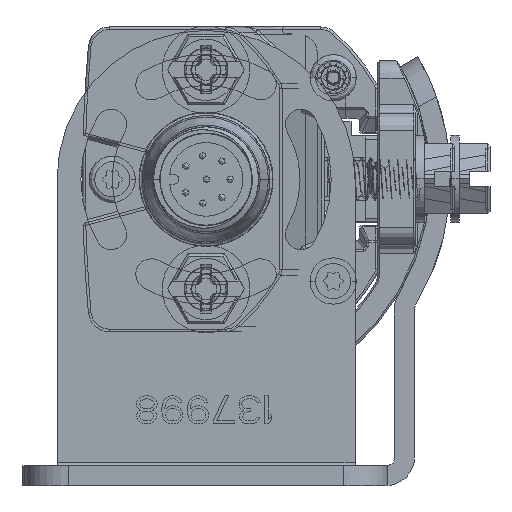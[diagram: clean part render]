
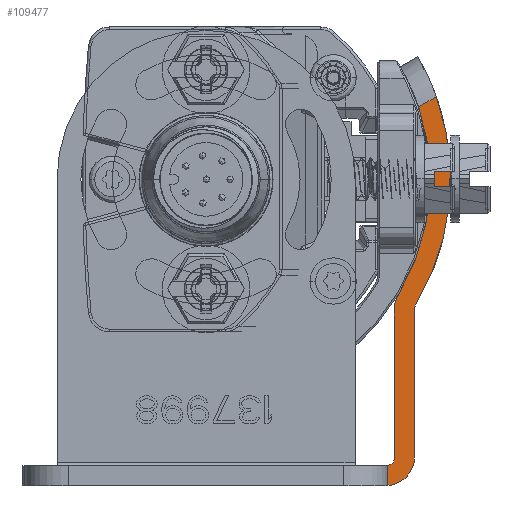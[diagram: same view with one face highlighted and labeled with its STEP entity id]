
A CAD part, front view. The second image highlights one B-rep face of the part: STEP entity #109477.
In plain terms, the highlighted face is planar.
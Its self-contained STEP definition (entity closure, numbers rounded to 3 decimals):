
#104716=CARTESIAN_POINT('',(26.271,9.394,15.));
#104744=CARTESIAN_POINT('',(24.243,8.223,15.));
#104786=DIRECTION('',(-0.866,-0.5,0.));
#104787=VECTOR('',#104786,2.341);
#104788=CARTESIAN_POINT('',(26.271,9.394,15.));
#104789=LINE('',#104788,#104787);
#104790=CARTESIAN_POINT('',(0.,0.,15.));
#104791=DIRECTION('',(0.,0.,1.));
#104792=DIRECTION('',(0.857,-0.515,0.));
#104793=AXIS2_PLACEMENT_3D('',#104790,#104791,#104792);
#104795=DIRECTION('',(0.,1.,0.));
#104796=VECTOR('',#104795,16.917);
#104797=CARTESIAN_POINT('',(23.8,-31.7,15.));
#104798=LINE('',#104797,#104796);
#104799=CARTESIAN_POINT('',(20.5,-31.7,15.));
#104800=DIRECTION('',(0.,0.,1.));
#104801=DIRECTION('',(0.,-1.,0.));
#104802=AXIS2_PLACEMENT_3D('',#104799,#104800,#104801);
#104804=DIRECTION('',(1.,0.,0.));
#104805=VECTOR('',#104804,36.5);
#104806=CARTESIAN_POINT('',(-16.,-35.,15.));
#104807=LINE('',#104806,#104805);
#104808=DIRECTION('',(0.,-1.,0.));
#104809=VECTOR('',#104808,2.3);
#104810=CARTESIAN_POINT('',(-16.,-32.7,15.));
#104811=LINE('',#104810,#104809);
#104812=DIRECTION('',(-1.,0.,0.));
#104813=VECTOR('',#104812,36.7);
#104814=CARTESIAN_POINT('',(20.7,-32.7,15.));
#104815=LINE('',#104814,#104813);
#104816=DIRECTION('',(0.,-1.,0.));
#104817=VECTOR('',#104816,17.062);
#104818=CARTESIAN_POINT('',(21.5,-14.838,15.));
#104819=LINE('',#104818,#104817);
#104820=CARTESIAN_POINT('',(24.8,-14.838,15.));
#104821=DIRECTION('',(0.,0.,1.));
#104822=DIRECTION('',(-0.858,0.513,0.));
#104823=AXIS2_PLACEMENT_3D('',#104820,#104821,#104822);
#104825=CARTESIAN_POINT('',(0.,0.,15.));
#104826=DIRECTION('',(0.,0.,-1.));
#104827=DIRECTION('',(0.947,0.321,0.));
#104828=AXIS2_PLACEMENT_3D('',#104825,#104826,#104827);
#104835=CARTESIAN_POINT('',(24.6,-14.783,15.));
#104836=DIRECTION('',(0.,0.,-1.));
#104837=DIRECTION('',(-1.,0.,0.));
#104838=AXIS2_PLACEMENT_3D('',#104835,#104836,#104837);
#105005=CARTESIAN_POINT('',(20.7,-31.9,15.));
#105006=DIRECTION('',(0.,0.,-1.));
#105007=DIRECTION('',(1.,0.,0.));
#105008=AXIS2_PLACEMENT_3D('',#105005,#105006,#105007);
#108199=CARTESIAN_POINT('',(23.914,-14.371,15.));
#108201=VERTEX_POINT('',#108199);
#108203=CARTESIAN_POINT('',(23.8,-14.783,15.));
#108205=VERTEX_POINT('',#108203);
#108207=CARTESIAN_POINT('',(20.7,-32.7,15.));
#108209=VERTEX_POINT('',#108207);
#108211=CARTESIAN_POINT('',(21.5,-31.9,15.));
#108213=VERTEX_POINT('',#108211);
#108218=CARTESIAN_POINT('',(20.5,-35.,15.));
#108219=VERTEX_POINT('',#108218);
#108220=CARTESIAN_POINT('',(23.8,-31.7,15.));
#108221=VERTEX_POINT('',#108220);
#108226=CARTESIAN_POINT('',(21.968,-13.144,15.));
#108227=VERTEX_POINT('',#108226);
#108228=CARTESIAN_POINT('',(21.5,-14.838,15.));
#108229=VERTEX_POINT('',#108228);
#108246=VERTEX_POINT('',#104744);
#108250=VERTEX_POINT('',#104716);
#108264=CARTESIAN_POINT('',(-16.,-35.,15.));
#108266=VERTEX_POINT('',#108264);
#108270=CARTESIAN_POINT('',(-16.,-32.7,15.));
#108271=VERTEX_POINT('',#108270);
#109449=CARTESIAN_POINT('',(0.,0.,15.));
#109450=DIRECTION('',(0.,0.,1.));
#109451=DIRECTION('',(1.,0.,0.));
#109452=AXIS2_PLACEMENT_3D('',#109449,#109450,#109451);
#109453=PLANE('',#109452);
#109454=ORIENTED_EDGE('',*,*,#109417,.F.);
#109455=ORIENTED_EDGE('',*,*,#109392,.F.);
#109457=ORIENTED_EDGE('',*,*,#109456,.F.);
#109459=ORIENTED_EDGE('',*,*,#109458,.F.);
#109461=ORIENTED_EDGE('',*,*,#109460,.F.);
#109463=ORIENTED_EDGE('',*,*,#109462,.F.);
#109465=ORIENTED_EDGE('',*,*,#109464,.F.);
#109467=ORIENTED_EDGE('',*,*,#109466,.F.);
#109469=ORIENTED_EDGE('',*,*,#109468,.F.);
#109471=ORIENTED_EDGE('',*,*,#109470,.F.);
#109473=ORIENTED_EDGE('',*,*,#109472,.F.);
#109474=ORIENTED_EDGE('',*,*,#109428,.F.);
#109475=EDGE_LOOP('',(#109454,#109455,#109457,#109459,#109461,#109463,#109465,
#109467,#109469,#109471,#109473,#109474));
#109476=FACE_OUTER_BOUND('',#109475,.F.);
#109477=ADVANCED_FACE('',(#109476),#109453,.T.);
#104794=CIRCLE('',#104793,27.9);
#104803=CIRCLE('',#104802,3.3);
#104824=CIRCLE('',#104823,3.3);
#104829=CIRCLE('',#104828,25.6);
#104839=CIRCLE('',#104838,0.8);
#105009=CIRCLE('',#105008,0.8);
#109392=EDGE_CURVE('',#108201,#108250,#104794,.T.);
#109417=EDGE_CURVE('',#108250,#108246,#104789,.T.);
#109428=EDGE_CURVE('',#108246,#108227,#104829,.T.);
#109456=EDGE_CURVE('',#108205,#108201,#104839,.T.);
#109458=EDGE_CURVE('',#108221,#108205,#104798,.T.);
#109460=EDGE_CURVE('',#108219,#108221,#104803,.T.);
#109462=EDGE_CURVE('',#108266,#108219,#104807,.T.);
#109464=EDGE_CURVE('',#108271,#108266,#104811,.T.);
#109466=EDGE_CURVE('',#108209,#108271,#104815,.T.);
#109468=EDGE_CURVE('',#108213,#108209,#105009,.T.);
#109470=EDGE_CURVE('',#108229,#108213,#104819,.T.);
#109472=EDGE_CURVE('',#108227,#108229,#104824,.T.);
